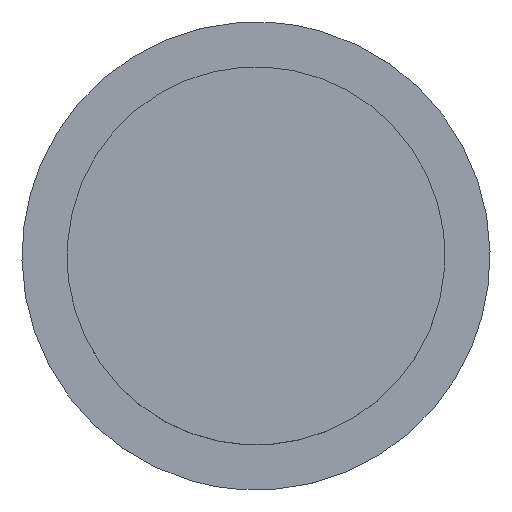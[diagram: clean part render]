
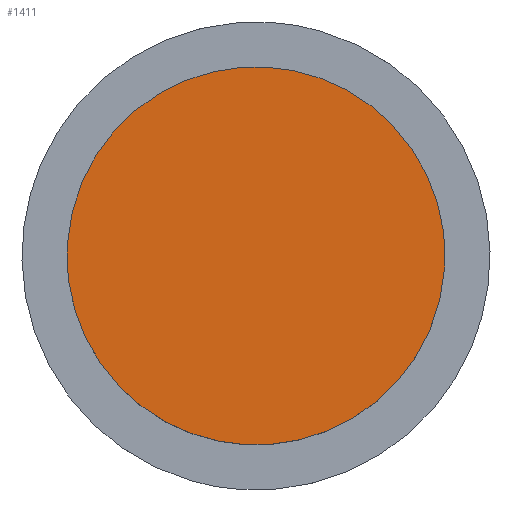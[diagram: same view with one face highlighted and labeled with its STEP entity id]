
A CAD part, top view. The second image highlights one B-rep face of the part: STEP entity #1411.
In plain terms, the highlighted planar face has unit normal (0, 0, 1).
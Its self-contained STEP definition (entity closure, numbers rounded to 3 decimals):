
#1411=ADVANCED_FACE('',(#1998),#9502,.T.);
#1998=FACE_OUTER_BOUND('',#2586,.T.);
#2586=EDGE_LOOP('',(#3208,#3209));
#3208=ORIENTED_EDGE('',*,*,#6375,.F.);
#3209=ORIENTED_EDGE('',*,*,#6368,.F.);
#6368=EDGE_CURVE('',#8458,#8462,#7966,.T.);
#6375=EDGE_CURVE('',#8462,#8458,#7973,.T.);
#7966=(
BOUNDED_CURVE()
B_SPLINE_CURVE(2,(#10695,#10696,#10697,#10698,#10699),.UNSPECIFIED.,.F.,
 .F.)
B_SPLINE_CURVE_WITH_KNOTS((3,2,3),(0.,185.825,371.65),
 .UNSPECIFIED.)
CURVE()
GEOMETRIC_REPRESENTATION_ITEM()
RATIONAL_B_SPLINE_CURVE((1.,0.707,1.,0.707,1.))
REPRESENTATION_ITEM('')
);
#7973=(
BOUNDED_CURVE()
B_SPLINE_CURVE(2,(#10721,#10722,#10723,#10724,#10725),.UNSPECIFIED.,.F.,
 .F.)
B_SPLINE_CURVE_WITH_KNOTS((3,2,3),(371.65,557.476,743.301),
 .UNSPECIFIED.)
CURVE()
GEOMETRIC_REPRESENTATION_ITEM()
RATIONAL_B_SPLINE_CURVE((1.,0.707,1.,0.707,1.))
REPRESENTATION_ITEM('')
);
#8458=VERTEX_POINT('',#10677);
#8462=VERTEX_POINT('',#10681);
#9502=PLANE('',#9949);
#9949=AXIS2_PLACEMENT_3D('',#10672,#10310,$);
#10310=DIRECTION('',(0.,0.,1.));
#10672=CARTESIAN_POINT('',(-138.028,157.106,568.815));
#10677=CARTESIAN_POINT('',(118.053,-7.631,568.815));
#10681=CARTESIAN_POINT('',(-118.054,7.631,568.815));
#10695=CARTESIAN_POINT('',(118.053,-7.631,568.815));
#10696=CARTESIAN_POINT('',(110.422,-125.685,568.815));
#10697=CARTESIAN_POINT('',(-7.631,-118.054,568.815));
#10698=CARTESIAN_POINT('',(-125.685,-110.423,568.815));
#10699=CARTESIAN_POINT('',(-118.054,7.631,568.815));
#10721=CARTESIAN_POINT('',(-118.054,7.631,568.815));
#10722=CARTESIAN_POINT('',(-110.423,125.684,568.815));
#10723=CARTESIAN_POINT('',(7.631,118.053,568.815));
#10724=CARTESIAN_POINT('',(125.684,110.422,568.815));
#10725=CARTESIAN_POINT('',(118.053,-7.631,568.815));
